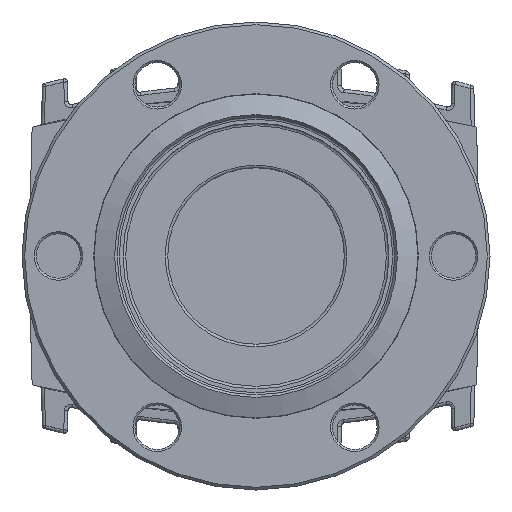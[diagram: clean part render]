
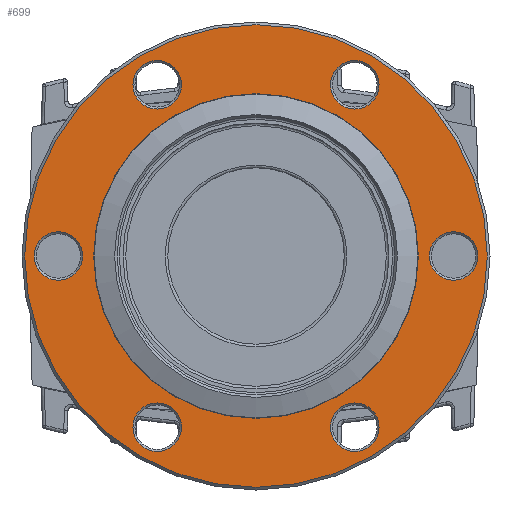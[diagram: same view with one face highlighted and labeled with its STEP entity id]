
A CAD part, front view. The second image highlights one B-rep face of the part: STEP entity #699.
In plain terms, the highlighted planar face has unit normal (0, -1, 0).
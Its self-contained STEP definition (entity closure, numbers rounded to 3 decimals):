
#112=CARTESIAN_POINT('',(24.1,-47.4,0.));
#113=VERTEX_POINT('',#112);
#114=CARTESIAN_POINT('',(0.,-47.4,0.));
#115=DIRECTION('',(0.0,1.0,0.0));
#116=DIRECTION('',(-1.0,0.0,0.0));
#117=AXIS2_PLACEMENT_3D('',#114,#115,#116);
#118=CIRCLE('',#117,24.1);
#119=EDGE_CURVE('',#113,#113,#118,.T.);
#345=CARTESIAN_POINT('',(18.275,-47.4,-25.418));
#346=VERTEX_POINT('',#345);
#347=CARTESIAN_POINT('',(14.675,-47.4,-25.418));
#348=DIRECTION('',(0.0,-1.0,0.0));
#349=DIRECTION('',(-1.0,0.0,0.0));
#350=AXIS2_PLACEMENT_3D('',#347,#348,#349);
#351=CIRCLE('',#350,3.6);
#352=EDGE_CURVE('',#346,#346,#351,.T.);
#385=CARTESIAN_POINT('',(-11.075,-47.4,-25.418));
#386=VERTEX_POINT('',#385);
#387=CARTESIAN_POINT('',(-14.675,-47.4,-25.418));
#388=DIRECTION('',(0.0,-1.0,0.0));
#389=DIRECTION('',(-1.0,0.0,0.0));
#390=AXIS2_PLACEMENT_3D('',#387,#388,#389);
#391=CIRCLE('',#390,3.6);
#392=EDGE_CURVE('',#386,#386,#391,.T.);
#425=CARTESIAN_POINT('',(18.275,-47.4,25.418));
#426=VERTEX_POINT('',#425);
#427=CARTESIAN_POINT('',(14.675,-47.4,25.418));
#428=DIRECTION('',(0.0,-1.0,0.0));
#429=DIRECTION('',(-1.0,0.0,0.0));
#430=AXIS2_PLACEMENT_3D('',#427,#428,#429);
#431=CIRCLE('',#430,3.6);
#432=EDGE_CURVE('',#426,#426,#431,.T.);
#465=CARTESIAN_POINT('',(32.95,-47.4,0.));
#466=VERTEX_POINT('',#465);
#467=CARTESIAN_POINT('',(29.35,-47.4,0.));
#468=DIRECTION('',(0.0,-1.0,0.0));
#469=DIRECTION('',(-1.0,0.0,0.0));
#470=AXIS2_PLACEMENT_3D('',#467,#468,#469);
#471=CIRCLE('',#470,3.6);
#472=EDGE_CURVE('',#466,#466,#471,.T.);
#505=CARTESIAN_POINT('',(-25.75,-47.4,0.));
#506=VERTEX_POINT('',#505);
#507=CARTESIAN_POINT('',(-29.35,-47.4,0.));
#508=DIRECTION('',(0.0,-1.0,0.0));
#509=DIRECTION('',(-1.0,0.0,0.0));
#510=AXIS2_PLACEMENT_3D('',#507,#508,#509);
#511=CIRCLE('',#510,3.6);
#512=EDGE_CURVE('',#506,#506,#511,.T.);
#545=CARTESIAN_POINT('',(-11.075,-47.4,25.418));
#546=VERTEX_POINT('',#545);
#547=CARTESIAN_POINT('',(-14.675,-47.4,25.418));
#548=DIRECTION('',(0.0,-1.0,0.0));
#549=DIRECTION('',(-1.0,0.0,0.0));
#550=AXIS2_PLACEMENT_3D('',#547,#548,#549);
#551=CIRCLE('',#550,3.6);
#552=EDGE_CURVE('',#546,#546,#551,.T.);
#588=CARTESIAN_POINT('',(-34.35,-47.4,0.));
#589=VERTEX_POINT('',#588);
#590=CARTESIAN_POINT('',(0.,-47.4,0.));
#591=DIRECTION('',(0.0,1.0,0.0));
#592=DIRECTION('',(1.0,0.0,0.0));
#593=AXIS2_PLACEMENT_3D('',#590,#591,#592);
#594=CIRCLE('',#593,34.35);
#595=EDGE_CURVE('',#589,#589,#594,.T.);
#670=CARTESIAN_POINT('',(-29.425,-47.4,0.));
#671=DIRECTION('',(0.0,-1.0,0.0));
#672=DIRECTION('',(0.0,0.0,-1.0));
#673=AXIS2_PLACEMENT_3D('',#670,#671,#672);
#674=PLANE('',#673);
#675=ORIENTED_EDGE('',*,*,#595,.F.);
#676=EDGE_LOOP('',(#675));
#677=FACE_OUTER_BOUND('',#676,.T.);
#678=ORIENTED_EDGE('',*,*,#552,.F.);
#679=EDGE_LOOP('',(#678));
#680=FACE_BOUND('',#679,.T.);
#681=ORIENTED_EDGE('',*,*,#472,.F.);
#682=EDGE_LOOP('',(#681));
#683=FACE_BOUND('',#682,.T.);
#684=ORIENTED_EDGE('',*,*,#392,.F.);
#685=EDGE_LOOP('',(#684));
#686=FACE_BOUND('',#685,.T.);
#687=ORIENTED_EDGE('',*,*,#119,.T.);
#688=EDGE_LOOP('',(#687));
#689=FACE_BOUND('',#688,.T.);
#690=ORIENTED_EDGE('',*,*,#352,.F.);
#691=EDGE_LOOP('',(#690));
#692=FACE_BOUND('',#691,.T.);
#693=ORIENTED_EDGE('',*,*,#432,.F.);
#694=EDGE_LOOP('',(#693));
#695=FACE_BOUND('',#694,.T.);
#696=ORIENTED_EDGE('',*,*,#512,.F.);
#697=EDGE_LOOP('',(#696));
#698=FACE_BOUND('',#697,.T.);
#699=ADVANCED_FACE('',(#677,#680,#683,#686,#689,#692,#695,#698),#674,.T.);
